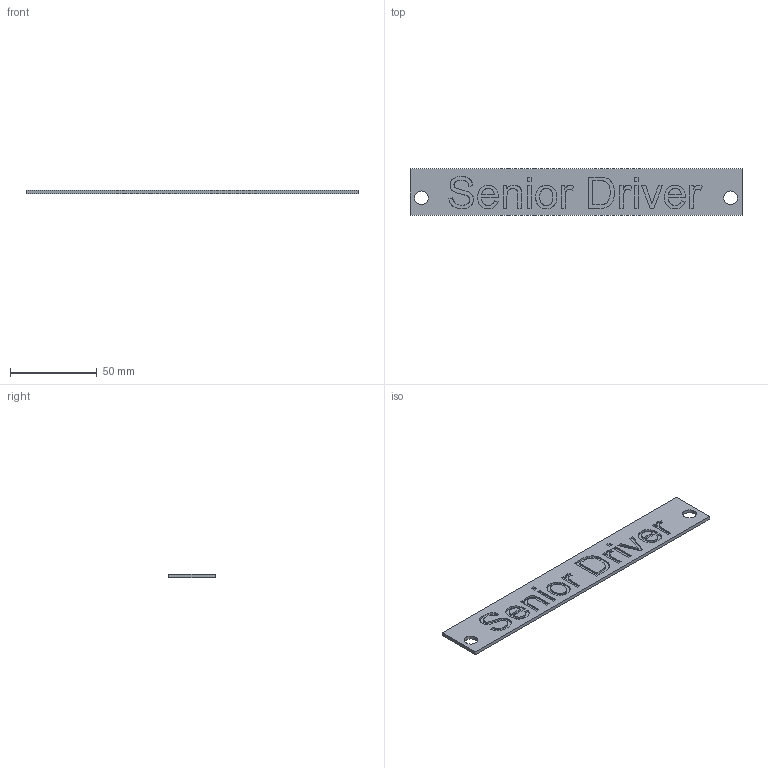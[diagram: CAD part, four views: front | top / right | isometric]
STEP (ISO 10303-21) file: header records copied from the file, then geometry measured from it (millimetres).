
FILE_DESCRIPTION(('FreeCAD Model'),'2;1');
FILE_NAME('Open CASCADE Shape Model','2024-01-14T08:50:28',(''),(''), 'Open CASCADE STEP processor 7.6','FreeCAD','Unknown');
FILE_SCHEMA(('AUTOMOTIVE_DESIGN { 1 0 10303 214 1 1 1 1 }'));
Length unit declared in the file: millimetre
Products named in the file (1): Cut
Bounding box: 191 x 27 x 2 mm (x, y, z)
Volume: 9347.5 mm3; surface area: 11852.1 mm2
Topology: 1 solids, 1 shells, 222 faces, 606 edges, 404 vertices
Faces by surface type: extrusion 133, plane 87, cylinder 2
Full cylindrical faces by diameter (mm): 7.938 x2
Entity records: 8925 total; most frequent: CARTESIAN_POINT 3786, ORIENTED_EDGE 1212, DIRECTION 657, EDGE_CURVE 606, VECTOR 469, VERTEX_POINT 404, B_SPLINE_CURVE_WITH_KNOTS 399, LINE 336
